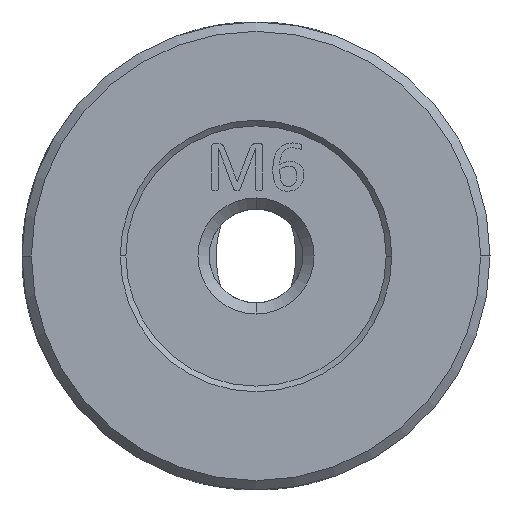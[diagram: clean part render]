
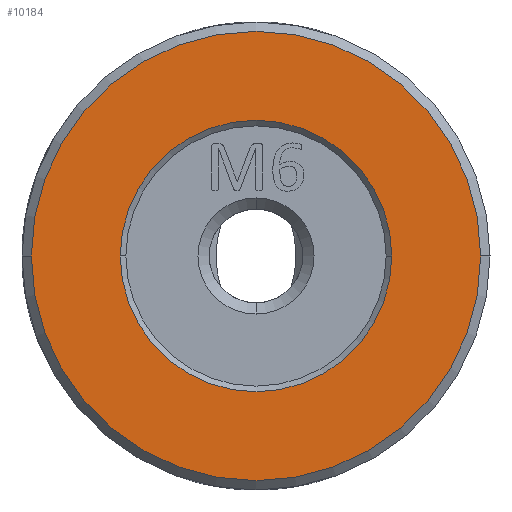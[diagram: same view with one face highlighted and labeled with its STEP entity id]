
A CAD part, left-side view. The second image highlights one B-rep face of the part: STEP entity #10184.
In plain terms, the highlighted planar face has unit normal (-1, 0, 0).
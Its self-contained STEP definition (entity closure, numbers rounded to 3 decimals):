
#1052 = AXIS2_PLACEMENT_3D ( 'NONE', #2807, #3741, #3816 ) ;
#1124 = EDGE_CURVE ( 'NONE', #10582, #12725, #7194, .T. ) ;
#1916 = FACE_BOUND ( 'NONE', #8347, .T. ) ;
#2120 = CARTESIAN_POINT ( 'NONE',  ( -14.134, -3.461, 2.763 ) ) ;
#2314 = DIRECTION ( 'NONE',  ( 0., 0., 1. ) ) ;
#2524 = DIRECTION ( 'NONE',  ( 0., -1., 0. ) ) ;
#2754 = CARTESIAN_POINT ( 'NONE',  ( -14.134, 8.539, 2.763 ) ) ;
#2807 = CARTESIAN_POINT ( 'NONE',  ( -14.134, 8.539, 2.763 ) ) ;
#3104 = EDGE_LOOP ( 'NONE', ( #8644, #5990 ) ) ;
#3459 = PLANE ( 'NONE',  #8274 ) ;
#3462 = CARTESIAN_POINT ( 'NONE',  ( -14.134, 8.539, 2.763 ) ) ;
#3515 = ORIENTED_EDGE ( 'NONE', *, *, #8169, .T. ) ;
#3741 = DIRECTION ( 'NONE',  ( 1., 0., 0. ) ) ;
#3816 = DIRECTION ( 'NONE',  ( 0., -1., 0. ) ) ;
#4469 = VERTEX_POINT ( 'NONE', #2120 ) ;
#4659 = EDGE_CURVE ( 'NONE', #4469, #8697, #6433, .T. ) ;
#4829 = DIRECTION ( 'NONE',  ( 0., -1., 0. ) ) ;
#5364 = AXIS2_PLACEMENT_3D ( 'NONE', #9617, #6099, #12636 ) ;
#5587 = ORIENTED_EDGE ( 'NONE', *, *, #1124, .T. ) ;
#5990 = ORIENTED_EDGE ( 'NONE', *, *, #4659, .T. ) ;
#6099 = DIRECTION ( 'NONE',  ( 1., 0., 0. ) ) ;
#6196 = AXIS2_PLACEMENT_3D ( 'NONE', #3462, #7986, #2524 ) ;
#6304 = CARTESIAN_POINT ( 'NONE',  ( -14.134, 8.539, 2.763 ) ) ;
#6433 = CIRCLE ( 'NONE', #6196, 12. ) ;
#6477 = CARTESIAN_POINT ( 'NONE',  ( -14.134, 20.539, 2.763 ) ) ;
#7194 = CIRCLE ( 'NONE', #5364, 7.25 ) ;
#7373 = FACE_OUTER_BOUND ( 'NONE', #3104, .T. ) ;
#7550 = CARTESIAN_POINT ( 'NONE',  ( -14.134, 1.289, 2.763 ) ) ;
#7986 = DIRECTION ( 'NONE',  ( -1., 0., 0. ) ) ;
#8169 = EDGE_CURVE ( 'NONE', #12725, #10582, #12757, .T. ) ;
#8274 = AXIS2_PLACEMENT_3D ( 'NONE', #6304, #12158, #2314 ) ;
#8347 = EDGE_LOOP ( 'NONE', ( #3515, #5587 ) ) ;
#8644 = ORIENTED_EDGE ( 'NONE', *, *, #14117, .T. ) ;
#8697 = VERTEX_POINT ( 'NONE', #6477 ) ;
#9526 = AXIS2_PLACEMENT_3D ( 'NONE', #2754, #10432, #4829 ) ;
#9617 = CARTESIAN_POINT ( 'NONE',  ( -14.134, 8.539, 2.763 ) ) ;
#10184 = ADVANCED_FACE ( 'NONE', ( #1916, #7373 ), #3459, .T. ) ;
#10432 = DIRECTION ( 'NONE',  ( -1., 0., 0. ) ) ;
#10582 = VERTEX_POINT ( 'NONE', #11877 ) ;
#11596 = CIRCLE ( 'NONE', #9526, 12. ) ;
#11877 = CARTESIAN_POINT ( 'NONE',  ( -14.134, 15.789, 2.763 ) ) ;
#12158 = DIRECTION ( 'NONE',  ( -1., 0., 0. ) ) ;
#12636 = DIRECTION ( 'NONE',  ( 0., -1., 0. ) ) ;
#12725 = VERTEX_POINT ( 'NONE', #7550 ) ;
#12757 = CIRCLE ( 'NONE', #1052, 7.25 ) ;
#14117 = EDGE_CURVE ( 'NONE', #8697, #4469, #11596, .T. ) ;
